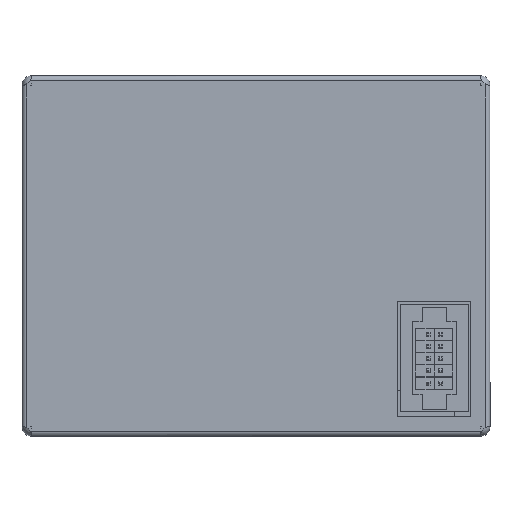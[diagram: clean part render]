
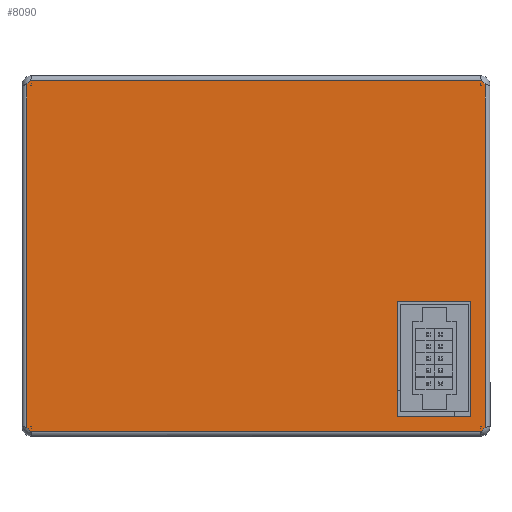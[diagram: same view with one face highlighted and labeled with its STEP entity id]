
A CAD part, top view. The second image highlights one B-rep face of the part: STEP entity #8090.
In plain terms, the highlighted face is planar.
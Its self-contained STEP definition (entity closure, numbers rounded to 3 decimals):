
#294=FACE_BOUND('',#1099,.T.);
#653=FACE_OUTER_BOUND('',#1098,.T.);
#1098=EDGE_LOOP('',(#6576,#6577,#6578,#6579,#6580,#6581,#6582,#6583));
#1099=EDGE_LOOP('',(#6584,#6585,#6586,#6587));
#1359=CIRCLE('',#8761,1.);
#1363=CIRCLE('',#8766,1.);
#1364=CIRCLE('',#8767,1.);
#1365=CIRCLE('',#8768,1.);
#2016=LINE('',#12569,#2991);
#2022=LINE('',#12613,#2997);
#2023=LINE('',#12617,#2998);
#2024=LINE('',#12620,#2999);
#2025=LINE('',#12623,#3000);
#2026=LINE('',#12625,#3001);
#2027=LINE('',#12627,#3002);
#2028=LINE('',#12628,#3003);
#2991=VECTOR('',#10341,10.);
#2997=VECTOR('',#10361,10.);
#2998=VECTOR('',#10364,10.);
#2999=VECTOR('',#10367,10.);
#3000=VECTOR('',#10368,10.);
#3001=VECTOR('',#10369,10.);
#3002=VECTOR('',#10370,10.);
#3003=VECTOR('',#10371,10.);
#3795=VERTEX_POINT('',#12557);
#3796=VERTEX_POINT('',#12568);
#3798=VERTEX_POINT('',#12583);
#3806=VERTEX_POINT('',#12610);
#3807=VERTEX_POINT('',#12612);
#3808=VERTEX_POINT('',#12614);
#3809=VERTEX_POINT('',#12616);
#3810=VERTEX_POINT('',#12618);
#3811=VERTEX_POINT('',#12621);
#3812=VERTEX_POINT('',#12622);
#3813=VERTEX_POINT('',#12624);
#3814=VERTEX_POINT('',#12626);
#4761=EDGE_CURVE('',#3795,#3796,#2016,.T.);
#4764=EDGE_CURVE('',#3798,#3796,#1359,.T.);
#4773=EDGE_CURVE('',#3795,#3806,#1363,.T.);
#4774=EDGE_CURVE('',#3807,#3806,#2022,.T.);
#4775=EDGE_CURVE('',#3807,#3808,#1364,.T.);
#4776=EDGE_CURVE('',#3809,#3808,#2023,.T.);
#4777=EDGE_CURVE('',#3809,#3810,#1365,.T.);
#4778=EDGE_CURVE('',#3798,#3810,#2024,.T.);
#4779=EDGE_CURVE('',#3811,#3812,#2025,.T.);
#4780=EDGE_CURVE('',#3812,#3813,#2026,.T.);
#4781=EDGE_CURVE('',#3813,#3814,#2027,.T.);
#4782=EDGE_CURVE('',#3814,#3811,#2028,.T.);
#6576=ORIENTED_EDGE('',*,*,#4761,.F.);
#6577=ORIENTED_EDGE('',*,*,#4773,.T.);
#6578=ORIENTED_EDGE('',*,*,#4774,.F.);
#6579=ORIENTED_EDGE('',*,*,#4775,.T.);
#6580=ORIENTED_EDGE('',*,*,#4776,.F.);
#6581=ORIENTED_EDGE('',*,*,#4777,.T.);
#6582=ORIENTED_EDGE('',*,*,#4778,.F.);
#6583=ORIENTED_EDGE('',*,*,#4764,.T.);
#6584=ORIENTED_EDGE('',*,*,#4779,.T.);
#6585=ORIENTED_EDGE('',*,*,#4780,.T.);
#6586=ORIENTED_EDGE('',*,*,#4781,.T.);
#6587=ORIENTED_EDGE('',*,*,#4782,.T.);
#7664=PLANE('',#8765);
#8090=ADVANCED_FACE('',(#653,#294),#7664,.T.);
#8761=AXIS2_PLACEMENT_3D('',#12584,#10345,#10346);
#8765=AXIS2_PLACEMENT_3D('',#12609,#10357,#10358);
#8766=AXIS2_PLACEMENT_3D('',#12611,#10359,#10360);
#8767=AXIS2_PLACEMENT_3D('',#12615,#10362,#10363);
#8768=AXIS2_PLACEMENT_3D('',#12619,#10365,#10366);
#10341=DIRECTION('',(0.,0.,-1.));
#10345=DIRECTION('center_axis',(0.,-1.,0.));
#10346=DIRECTION('ref_axis',(1.,0.,0.));
#10357=DIRECTION('center_axis',(0.,1.,0.));
#10358=DIRECTION('ref_axis',(0.,0.,1.));
#10359=DIRECTION('center_axis',(0.,-1.,0.));
#10360=DIRECTION('ref_axis',(1.,0.,0.));
#10361=DIRECTION('',(-1.,0.,0.));
#10362=DIRECTION('center_axis',(0.,-1.,0.));
#10363=DIRECTION('ref_axis',(1.,0.,0.));
#10364=DIRECTION('',(0.,0.,1.));
#10365=DIRECTION('center_axis',(0.,-1.,0.));
#10366=DIRECTION('ref_axis',(1.,0.,0.));
#10367=DIRECTION('',(1.,0.,0.));
#10368=DIRECTION('',(-1.,0.,0.));
#10369=DIRECTION('',(0.,0.,-1.));
#10370=DIRECTION('',(1.,0.,0.));
#10371=DIRECTION('',(0.,0.,1.));
#12557=CARTESIAN_POINT('',(-23.5,0.5,17.634));
#12568=CARTESIAN_POINT('',(-23.5,0.5,-17.634));
#12569=CARTESIAN_POINT('',(-23.5,0.5,-8.75));
#12583=CARTESIAN_POINT('',(-23.134,0.5,-18.));
#12584=CARTESIAN_POINT('Origin',(-24.,0.5,-18.5));
#12609=CARTESIAN_POINT('Origin',(0.,0.5,0.));
#12610=CARTESIAN_POINT('',(-23.134,0.5,18.));
#12611=CARTESIAN_POINT('Origin',(-24.,0.5,18.5));
#12612=CARTESIAN_POINT('',(23.134,0.5,18.));
#12613=CARTESIAN_POINT('',(-11.5,0.5,18.));
#12614=CARTESIAN_POINT('',(23.5,0.5,17.634));
#12615=CARTESIAN_POINT('Origin',(24.,0.5,18.5));
#12616=CARTESIAN_POINT('',(23.5,0.5,-17.634));
#12617=CARTESIAN_POINT('',(23.5,0.5,8.75));
#12618=CARTESIAN_POINT('',(23.134,0.5,-18.));
#12619=CARTESIAN_POINT('Origin',(24.,0.5,-18.5));
#12620=CARTESIAN_POINT('',(11.5,0.5,-18.));
#12621=CARTESIAN_POINT('',(-14.5,0.5,-4.7));
#12622=CARTESIAN_POINT('',(-22.,0.5,-4.7));
#12623=CARTESIAN_POINT('',(-7.25,0.5,-4.7));
#12624=CARTESIAN_POINT('',(-22.,0.5,-16.5));
#12625=CARTESIAN_POINT('',(-22.,0.5,-2.35));
#12626=CARTESIAN_POINT('',(-14.5,0.5,-16.5));
#12627=CARTESIAN_POINT('',(-11.,0.5,-16.5));
#12628=CARTESIAN_POINT('',(-14.5,0.5,-8.25));
